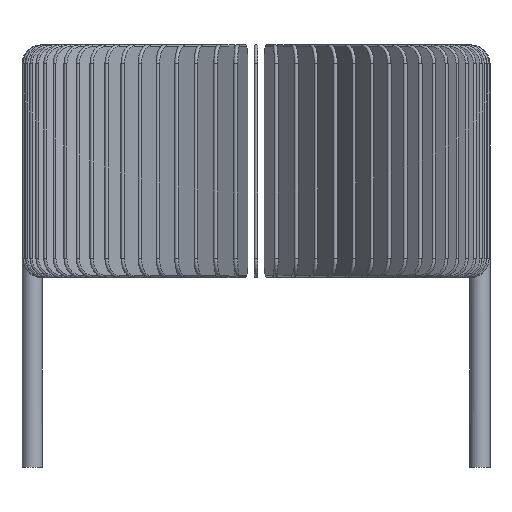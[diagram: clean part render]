
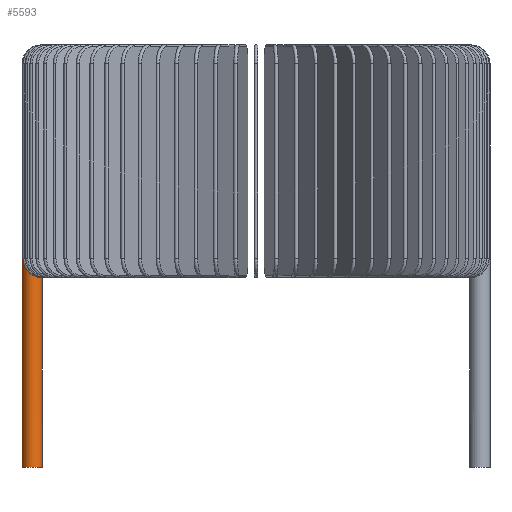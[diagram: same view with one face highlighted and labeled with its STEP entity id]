
A CAD part, top view. The second image highlights one B-rep face of the part: STEP entity #5593.
In plain terms, the highlighted cylindrical face has radius 0.673 mm (diameter 1.346 mm), a partial arc.
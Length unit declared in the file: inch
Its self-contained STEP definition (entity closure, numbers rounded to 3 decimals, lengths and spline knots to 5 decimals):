
#5365=DIRECTION('',(0.,-1.,0.));
#5366=VECTOR('',#5365,0.562);
#5367=CARTESIAN_POINT('',(-0.6165,0.062,0.));
#5368=LINE('',#5367,#5366);
#5404=DIRECTION('',(0.,1.,0.));
#5405=VECTOR('',#5404,0.057);
#5406=CARTESIAN_POINT('',(-0.56398,0.005,0.005));
#5407=LINE('',#5406,#5405);
#5408=CARTESIAN_POINT('',(-0.59,0.062,0.));
#5409=DIRECTION('',(0.,1.,0.));
#5410=DIRECTION('',(-1.,0.,0.));
#5411=AXIS2_PLACEMENT_3D('',#5408,#5409,#5410);
#5472=DIRECTION('',(0.,-1.,0.));
#5473=VECTOR('',#5472,0.5);
#5474=CARTESIAN_POINT('',(-0.5635,0.,0.));
#5475=LINE('',#5474,#5473);
#5481=CARTESIAN_POINT('',(-0.59,-0.5,0.));
#5482=DIRECTION('',(0.,1.,0.));
#5483=DIRECTION('',(-1.,0.,0.));
#5484=AXIS2_PLACEMENT_3D('',#5481,#5482,#5483);
#5494=CARTESIAN_POINT('',(-0.5635,0.,0.));
#5496=CARTESIAN_POINT('',(-0.5635,0.,0.));
#5497=CARTESIAN_POINT('',(-0.5635,0.,0.00047));
#5498=CARTESIAN_POINT('',(-0.56353,0.00014,
0.0014));
#5499=CARTESIAN_POINT('',(-0.56362,0.00065,
0.00257));
#5500=CARTESIAN_POINT('',(-0.56374,0.00145,
0.0036));
#5501=CARTESIAN_POINT('',(-0.56386,0.00251,
0.0044));
#5502=CARTESIAN_POINT('',(-0.56395,0.0037,
0.00489));
#5503=CARTESIAN_POINT('',(-0.56398,0.00457,0.005));
#5504=CARTESIAN_POINT('',(-0.56398,0.005,0.005));
#5555=CARTESIAN_POINT('',(-0.5635,-0.5,0.));
#5556=CARTESIAN_POINT('',(-0.6165,-0.5,0.));
#5557=VERTEX_POINT('',#5555);
#5558=VERTEX_POINT('',#5556);
#5559=CARTESIAN_POINT('',(-0.6165,0.062,0.));
#5560=VERTEX_POINT('',#5559);
#5562=CARTESIAN_POINT('',(-0.56398,0.062,0.005));
#5564=VERTEX_POINT('',#5562);
#5565=CARTESIAN_POINT('',(-0.56398,0.005,0.005));
#5566=VERTEX_POINT('',#5565);
#5573=VERTEX_POINT('',#5494);
#5574=CARTESIAN_POINT('',(-0.59,0.062,0.));
#5575=DIRECTION('',(0.,1.,0.));
#5576=DIRECTION('',(1.,0.,0.));
#5577=AXIS2_PLACEMENT_3D('',#5574,#5575,#5576);
#5578=CYLINDRICAL_SURFACE('',#5577,0.0265);
#5580=ORIENTED_EDGE('',*,*,#5579,.F.);
#5582=ORIENTED_EDGE('',*,*,#5581,.F.);
#5584=ORIENTED_EDGE('',*,*,#5583,.T.);
#5586=ORIENTED_EDGE('',*,*,#5585,.F.);
#5588=ORIENTED_EDGE('',*,*,#5587,.F.);
#5590=ORIENTED_EDGE('',*,*,#5589,.T.);
#5591=EDGE_LOOP('',(#5580,#5582,#5584,#5586,#5588,#5590));
#5592=FACE_OUTER_BOUND('',#5591,.F.);
#5412=CIRCLE('',#5411,0.0265);
#5485=CIRCLE('',#5484,0.0265);
#5505=B_SPLINE_CURVE_WITH_KNOTS('',3,(#5496,#5497,#5498,#5499,#5500,#5501,#5502,
#5503,#5504),.UNSPECIFIED.,.F.,.F.,(4,1,1,1,1,1,4),(0.,0.16667,
0.33333,0.5,0.66667,0.83333,1.),
.UNSPECIFIED.);
#5579=EDGE_CURVE('',#5566,#5564,#5407,.T.);
#5581=EDGE_CURVE('',#5573,#5566,#5505,.T.);
#5583=EDGE_CURVE('',#5573,#5557,#5475,.T.);
#5585=EDGE_CURVE('',#5558,#5557,#5485,.T.);
#5587=EDGE_CURVE('',#5560,#5558,#5368,.T.);
#5589=EDGE_CURVE('',#5560,#5564,#5412,.T.);
#5593=ADVANCED_FACE('',(#5592),#5578,.T.);
